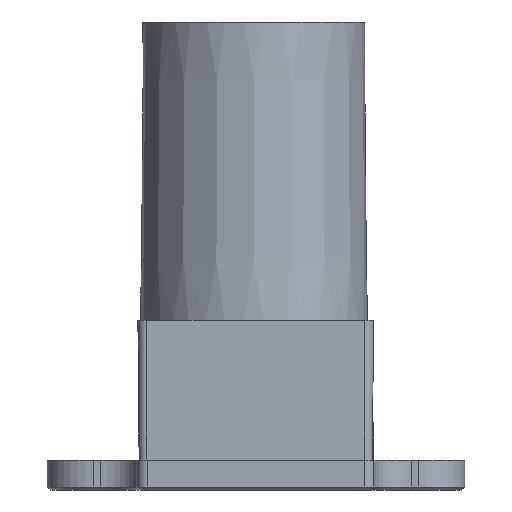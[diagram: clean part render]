
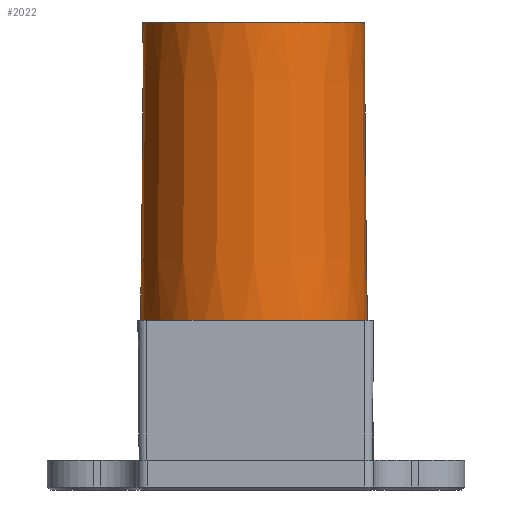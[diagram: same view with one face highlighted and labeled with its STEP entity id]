
A CAD part, left-side view. The second image highlights one B-rep face of the part: STEP entity #2022.
In plain terms, the highlighted conical face has half-angle 0.5 degrees and reference radius 9.461 mm.
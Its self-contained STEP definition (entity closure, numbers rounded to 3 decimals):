
#339 = CARTESIAN_POINT ( 'NONE',  ( 16.433, 16.835, 37.313 ) ) ;
#779 = CARTESIAN_POINT ( 'NONE',  ( 9.703, 10.185, 37.313 ) ) ;
#1149 = LINE ( 'NONE', #1712, #3571 ) ;
#1239 = ORIENTED_EDGE ( 'NONE', *, *, #1549, .T. ) ;
#1275 = AXIS2_PLACEMENT_3D ( 'NONE', #11230, #5034, #12299 ) ;
#1475 = DIRECTION ( 'NONE',  ( 1., 0., 0. ) ) ;
#1549 = EDGE_CURVE ( 'NONE', #13068, #6972, #6280, .T. ) ;
#1630 = AXIS2_PLACEMENT_3D ( 'NONE', #779, #2096, #6250 ) ;
#1712 = CARTESIAN_POINT ( 'NONE',  ( 16.433, 3.536, 37.313 ) ) ;
#1757 = VERTEX_POINT ( 'NONE', #9463 ) ;
#2022 = ADVANCED_FACE ( 'NONE', ( #2763 ), #7306, .T. ) ;
#2096 = DIRECTION ( 'NONE',  ( 0., 0., 1. ) ) ;
#2242 = EDGE_CURVE ( 'NONE', #11260, #1757, #8736, .T. ) ;
#2544 = CARTESIAN_POINT ( 'NONE',  ( 16.433, 16.835, 37.313 ) ) ;
#2585 = ORIENTED_EDGE ( 'NONE', *, *, #4180, .F. ) ;
#2763 = FACE_OUTER_BOUND ( 'NONE', #10317, .T. ) ;
#3571 = VECTOR ( 'NONE', #5986, 1000. ) ;
#3585 = DIRECTION ( 'NONE',  ( -0.006, -0.006, 1. ) ) ;
#3778 = ORIENTED_EDGE ( 'NONE', *, *, #2242, .F. ) ;
#4180 = EDGE_CURVE ( 'NONE', #13068, #11260, #10258, .T. ) ;
#4994 = CARTESIAN_POINT ( 'NONE',  ( 16.591, 16.991, 11.913 ) ) ;
#5034 = DIRECTION ( 'NONE',  ( 0., 0., 1. ) ) ;
#5694 = CARTESIAN_POINT ( 'NONE',  ( 9.703, 10.185, 37.313 ) ) ;
#5986 = DIRECTION ( 'NONE',  ( -0.006, 0.006, 1. ) ) ;
#6250 = DIRECTION ( 'NONE',  ( 1., 0., 0. ) ) ;
#6280 = CIRCLE ( 'NONE', #1275, 9.683 ) ;
#6972 = VERTEX_POINT ( 'NONE', #7541 ) ;
#7306 = CONICAL_SURFACE ( 'NONE', #7769, 9.461, 0.009 ) ;
#7541 = CARTESIAN_POINT ( 'NONE',  ( 16.591, 3.38, 11.913 ) ) ;
#7769 = AXIS2_PLACEMENT_3D ( 'NONE', #5694, #8477, #1475 ) ;
#7833 = EDGE_CURVE ( 'NONE', #6972, #1757, #1149, .T. ) ;
#8477 = DIRECTION ( 'NONE',  ( 0., 0., -1. ) ) ;
#8736 = CIRCLE ( 'NONE', #1630, 9.461 ) ;
#9463 = CARTESIAN_POINT ( 'NONE',  ( 16.433, 3.536, 37.313 ) ) ;
#10243 = VECTOR ( 'NONE', #3585, 1000. ) ;
#10258 = LINE ( 'NONE', #2544, #10243 ) ;
#10317 = EDGE_LOOP ( 'NONE', ( #3778, #2585, #1239, #12989 ) ) ;
#11230 = CARTESIAN_POINT ( 'NONE',  ( 9.703, 10.185, 11.913 ) ) ;
#11260 = VERTEX_POINT ( 'NONE', #339 ) ;
#12299 = DIRECTION ( 'NONE',  ( 1., 0., 0. ) ) ;
#12989 = ORIENTED_EDGE ( 'NONE', *, *, #7833, .T. ) ;
#13068 = VERTEX_POINT ( 'NONE', #4994 ) ;
